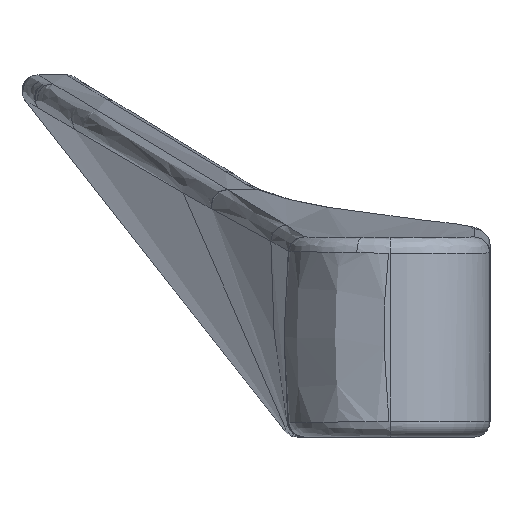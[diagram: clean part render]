
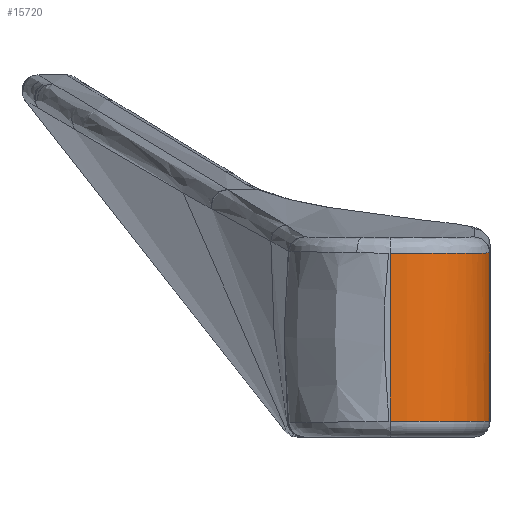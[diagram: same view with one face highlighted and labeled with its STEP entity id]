
A CAD part, left-side view. The second image highlights one B-rep face of the part: STEP entity #15720.
In plain terms, the highlighted cylindrical face has radius 5 mm (diameter 10 mm), a partial arc.
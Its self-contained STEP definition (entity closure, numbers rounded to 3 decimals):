
#740=CARTESIAN_POINT('',(-164.5,-10.,0.));
#750=DIRECTION('',(0.,0.,1.));
#760=VECTOR('',#750,1.);
#770=LINE('',#740,#760);
#780=CARTESIAN_POINT('',(-164.5,-10.,0.8));
#790=VERTEX_POINT('',#780);
#800=CARTESIAN_POINT('',(-164.5,-10.,9.221));
#810=VERTEX_POINT('',#800);
#820=EDGE_CURVE('',#790,#810,#770,.T.);
#14920=CARTESIAN_POINT('',(-169.436,-4.202,
9.2));
#14930=CARTESIAN_POINT('',(-169.465,-4.38,
9.2));
#14940=CARTESIAN_POINT('',(-169.484,-4.559,
9.2));
#14950=CARTESIAN_POINT('',(-169.536,-5.568,
9.2));
#14960=CARTESIAN_POINT('',(-169.373,-6.394,
9.2));
#14970=CARTESIAN_POINT('',(-168.771,-7.662,
9.201));
#14980=CARTESIAN_POINT('',(-168.438,-8.134,
9.202));
#14990=CARTESIAN_POINT('',(-168.031,-8.54,
9.203));
#15000=CARTESIAN_POINT('',(-167.444,-9.125,
9.205));
#15010=CARTESIAN_POINT('',(-166.721,-9.556,
9.207));
#15020=CARTESIAN_POINT('',(-165.501,-9.919,
9.214));
#15030=CARTESIAN_POINT('',(-165.063,-9.988,
9.217));
#15040=CARTESIAN_POINT('',(-164.582,-9.999,
9.221));
#15050=CARTESIAN_POINT('',(-164.541,-10.,9.221));
#15060=CARTESIAN_POINT('',(-164.5,-10.,9.221));
#15070=B_SPLINE_CURVE_WITH_KNOTS('',3,(#14920,#14930,#14940,#14950,
#14960,#14970,#14980,#14990,#15000,#15010,#15020,#15030,#15040,#15050,
#15060),.UNSPECIFIED.,.F.,.F.,(4,2,2,3,2,2,4),(24.604,
25.102,27.385,28.965,31.247,
32.467,32.581),.UNSPECIFIED.);
#15080=CARTESIAN_POINT('',(-169.5,-5.,
9.201));
#15090=VERTEX_POINT('',#15080);
#15100=EDGE_CURVE('',#15090,#810,#15070,.T.);
#15480=CARTESIAN_POINT('',(-164.5,-5.,0.));
#15490=DIRECTION('',(0.,0.,1.));
#15500=DIRECTION('',(0.,1.,0.));
#15510=AXIS2_PLACEMENT_3D('',#15480,#15490,#15500);
#15520=CYLINDRICAL_SURFACE('',#15510,5.);
#15530=CARTESIAN_POINT('',(-169.5,-5.,0.));
#15540=DIRECTION('',(0.,0.,1.));
#15550=VECTOR('',#15540,1.);
#15560=LINE('',#15530,#15550);
#15570=CARTESIAN_POINT('',(-169.5,-5.,0.8));
#15580=VERTEX_POINT('',#15570);
#15590=EDGE_CURVE('',#15580,#15090,#15560,.T.);
#15600=ORIENTED_EDGE('',*,*,#15590,.F.);
#15610=ORIENTED_EDGE('',*,*,#15100,.F.);
#15620=ORIENTED_EDGE('',*,*,#820,.T.);
#15630=CARTESIAN_POINT('',(-164.5,-5.,0.8));
#15640=DIRECTION('',(0.,0.,1.));
#15650=DIRECTION('',(0.,1.,0.));
#15660=AXIS2_PLACEMENT_3D('',#15630,#15640,#15650);
#15670=CIRCLE('',#15660,5.);
#15680=EDGE_CURVE('',#15580,#790,#15670,.T.);
#15690=ORIENTED_EDGE('',*,*,#15680,.T.);
#15700=EDGE_LOOP('',(#15690,#15620,#15610,#15600));
#15710=FACE_OUTER_BOUND('',#15700,.T.);
#15720=ADVANCED_FACE('',(#15710),#15520,.T.);
